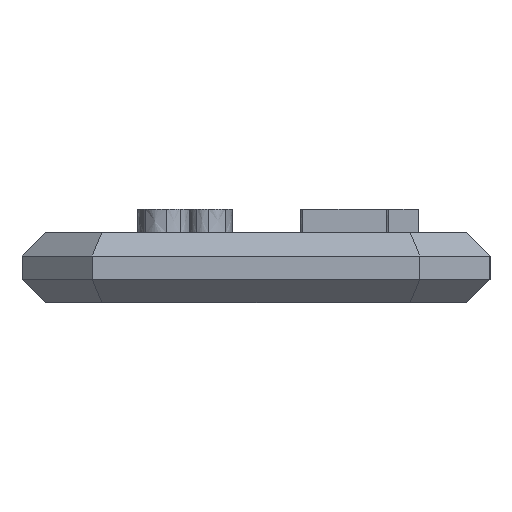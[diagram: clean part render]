
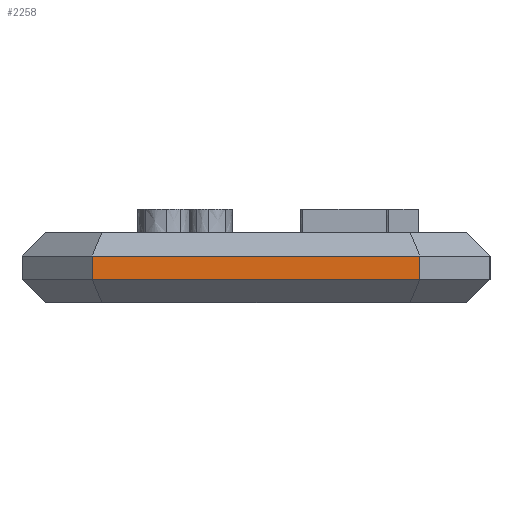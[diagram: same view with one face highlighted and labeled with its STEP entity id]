
A CAD part, left-side view. The second image highlights one B-rep face of the part: STEP entity #2258.
In plain terms, the highlighted planar face has unit normal (-1, 0, 0).
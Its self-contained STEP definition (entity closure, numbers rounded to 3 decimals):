
#2258=ADVANCED_FACE('',(#4900),#4902,.T.);
#4900=FACE_BOUND('',#4901,.T.);
#4901=EDGE_LOOP('',(#7324,#7325,#7326,#7327));
#4902=PLANE('',#4903);
#4903=AXIS2_PLACEMENT_3D('',#4904,#4905,#4906);
#4904=CARTESIAN_POINT('',(-30.,10.,0.));
#4905=DIRECTION('',(-1.,0.,0.));
#4906=DIRECTION('',(0.,-1.,0.));
#7324=ORIENTED_EDGE('',*,*,#8476,.T.);
#7325=ORIENTED_EDGE('',*,*,#8954,.T.);
#7326=ORIENTED_EDGE('',*,*,#8501,.F.);
#7327=ORIENTED_EDGE('',*,*,#8955,.F.);
#8476=EDGE_CURVE('',#9717,#9718,#9719,.T.);
#8501=EDGE_CURVE('',#9752,#9755,#9756,.T.);
#8954=EDGE_CURVE('',#9718,#9755,#10434,.T.);
#8955=EDGE_CURVE('',#9717,#9752,#10435,.T.);
#9717=VERTEX_POINT('',#11865);
#9718=VERTEX_POINT('',#11866);
#9719=LINE('',#11867,#11868);
#9752=VERTEX_POINT('',#11946);
#9755=VERTEX_POINT('',#11953);
#9756=LINE('',#11954,#11955);
#10434=LINE('',#13538,#13539);
#10435=LINE('',#13541,#13542);
#11865=CARTESIAN_POINT('',(-30.,7.,1.));
#11866=CARTESIAN_POINT('',(-30.,-7.,1.));
#11867=CARTESIAN_POINT('',(-30.,7.,1.));
#11868=VECTOR('',#11869,1.);
#11869=DIRECTION('',(0.,-1.,0.));
#11946=CARTESIAN_POINT('',(-30.,7.,2.));
#11953=CARTESIAN_POINT('',(-30.,-7.,2.));
#11954=CARTESIAN_POINT('',(-30.,7.,2.));
#11955=VECTOR('',#11956,1.);
#11956=DIRECTION('',(0.,-1.,0.));
#13538=CARTESIAN_POINT('',(-30.,-7.,1.));
#13539=VECTOR('',#13540,1.);
#13540=DIRECTION('',(0.,0.,1.));
#13541=CARTESIAN_POINT('',(-30.,7.,1.));
#13542=VECTOR('',#13543,1.);
#13543=DIRECTION('',(0.,0.,1.));
